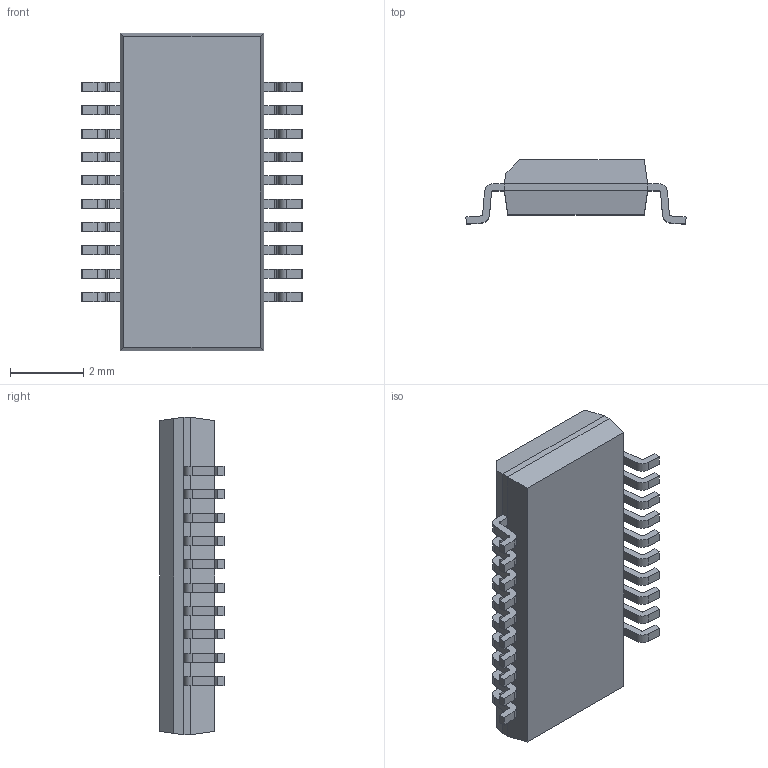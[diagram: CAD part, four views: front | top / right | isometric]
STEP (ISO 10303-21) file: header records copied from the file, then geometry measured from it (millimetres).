
FILE_DESCRIPTION (( 'STEP AP214' ), '1' );
FILE_NAME ('DBQ20.STEP', '2024-01-22T22:47:15', ( '' ), ( '' ), 'SwSTEP 2.0', 'SolidWorks 2021', '' );
FILE_SCHEMA (( 'AUTOMOTIVE_DESIGN' ));
Length unit declared in the file: millimetre
Products named in the file (1): DBQ20
Bounding box: 6 x 1.75 x 8.65 mm (x, y, z)
Volume: 50.2 mm3; surface area: 132.1 mm2
Topology: 22 solids, 22 shells, 302 faces, 763 edges, 506 vertices
Faces by surface type: plane 218, cylinder 84
Entity records: 9254 total; most frequent: CARTESIAN_POINT 1572, DIRECTION 1537, ORIENTED_EDGE 1526, EDGE_CURVE 763, VECTOR 595, LINE 595, VERTEX_POINT 506, AXIS2_PLACEMENT_3D 471
